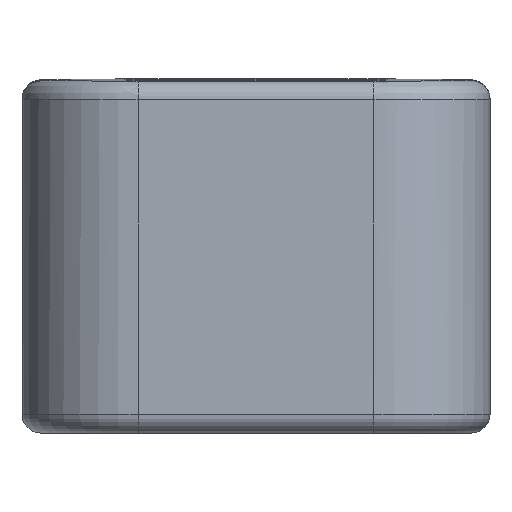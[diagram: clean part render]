
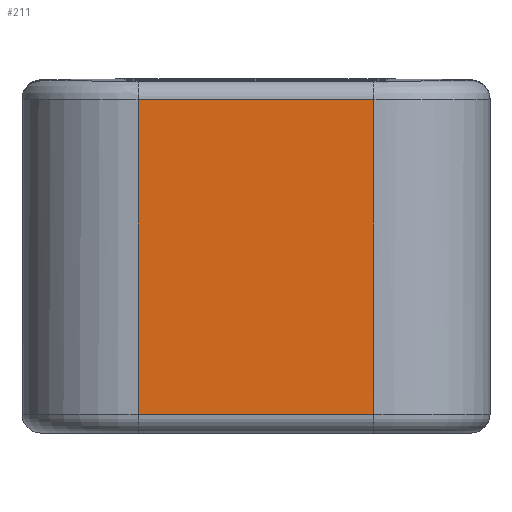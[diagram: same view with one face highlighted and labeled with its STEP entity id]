
A CAD part, front view. The second image highlights one B-rep face of the part: STEP entity #211.
In plain terms, the highlighted planar face has unit normal (0, -1, 0).
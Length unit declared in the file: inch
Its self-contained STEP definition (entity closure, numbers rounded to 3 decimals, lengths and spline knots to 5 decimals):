
#211=ADVANCED_FACE('',(#294),#271,.F.);
#271=PLANE('',#1182);
#294=FACE_OUTER_BOUND('',#360,.T.);
#360=EDGE_LOOP('',(#645,#646,#647,#648));
#453=LINE('',#1785,#529);
#454=LINE('',#1791,#530);
#455=LINE('',#1794,#531);
#456=LINE('',#1795,#532);
#529=VECTOR('',#1389,1.);
#530=VECTOR('',#1396,1.);
#531=VECTOR('',#1397,1.);
#532=VECTOR('',#1398,1.);
#645=ORIENTED_EDGE('',*,*,#1039,.T.);
#646=ORIENTED_EDGE('',*,*,#1040,.T.);
#647=ORIENTED_EDGE('',*,*,#1036,.F.);
#648=ORIENTED_EDGE('',*,*,#1041,.T.);
#939=VERTEX_POINT('',#1786);
#940=VERTEX_POINT('',#1787);
#941=VERTEX_POINT('',#1792);
#942=VERTEX_POINT('',#1793);
#1036=EDGE_CURVE('',#939,#940,#453,.T.);
#1039=EDGE_CURVE('',#941,#942,#454,.T.);
#1040=EDGE_CURVE('',#942,#940,#455,.T.);
#1041=EDGE_CURVE('',#939,#941,#456,.T.);
#1182=AXIS2_PLACEMENT_3D('',#1796,#1399,#1400);
#1389=DIRECTION('',(0.,0.,-1.));
#1396=DIRECTION('',(0.,0.,-1.));
#1397=DIRECTION('',(1.,0.,0.));
#1398=DIRECTION('',(-1.,0.,0.));
#1399=DIRECTION('',(0.,1.,0.));
#1400=DIRECTION('',(-1.,0.,0.));
#1785=CARTESIAN_POINT('',(24.7815,1.7,0.094));
#1786=CARTESIAN_POINT('',(24.7815,1.7,0.08902));
#1787=CARTESIAN_POINT('',(24.7815,1.7,0.005));
#1791=CARTESIAN_POINT('',(24.7185,1.7,0.094));
#1792=CARTESIAN_POINT('',(24.7185,1.7,0.08902));
#1793=CARTESIAN_POINT('',(24.7185,1.7,0.005));
#1794=CARTESIAN_POINT('',(24.7815,1.7,0.005));
#1795=CARTESIAN_POINT('',(24.7185,1.7,0.08902));
#1796=CARTESIAN_POINT('',(24.7185,1.7,0.094));
